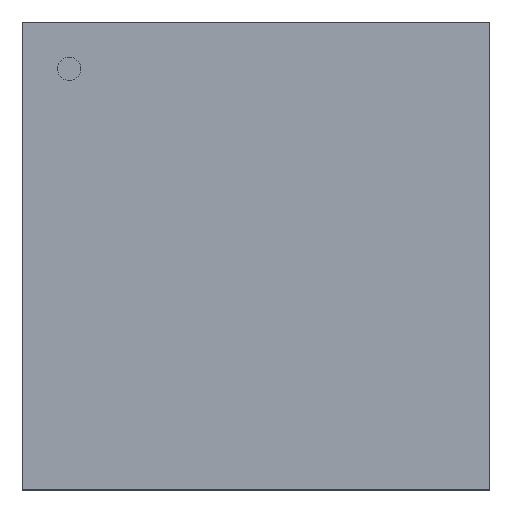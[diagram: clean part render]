
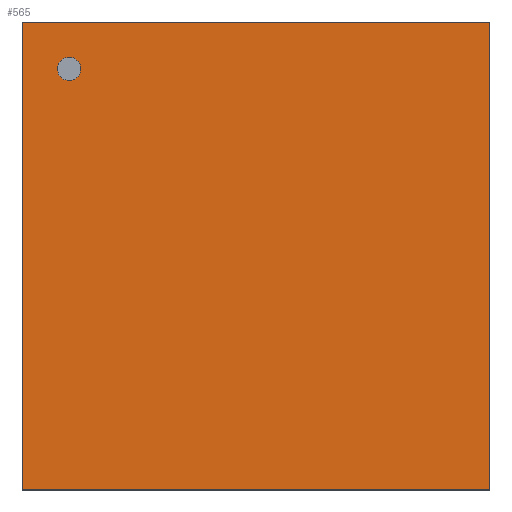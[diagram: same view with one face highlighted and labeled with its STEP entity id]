
A CAD part, top view. The second image highlights one B-rep face of the part: STEP entity #565.
In plain terms, the highlighted planar face has unit normal (0, 0, 1).
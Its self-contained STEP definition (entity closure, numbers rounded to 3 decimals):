
#341=CARTESIAN_POINT('',(0.483,-0.483,0.64));
#340=VERTEX_POINT('',#341);
#351=CARTESIAN_POINT('',(-0.483,-0.483,0.64));
#350=VERTEX_POINT('',#351);
#349=EDGE_CURVE('',#350,#340,#354,.T.);
#354=LINE('',#351,#356);
#356=VECTOR('',#357,0.965);
#357=DIRECTION('',(1.0,0.0,0.0));
#390=CARTESIAN_POINT('',(0.483,0.483,0.64));
#389=VERTEX_POINT('',#390);
#398=EDGE_CURVE('',#340,#389,#403,.T.);
#403=LINE('',#341,#405);
#405=VECTOR('',#406,0.965);
#406=DIRECTION('',(0.0,1.0,0.0));
#439=CARTESIAN_POINT('',(-0.483,0.483,0.64));
#438=VERTEX_POINT('',#439);
#447=EDGE_CURVE('',#389,#438,#452,.T.);
#452=LINE('',#390,#454);
#454=VECTOR('',#455,0.965);
#455=DIRECTION('',(-1.0,0.0,0.0));
#496=EDGE_CURVE('',#438,#350,#501,.T.);
#501=LINE('',#439,#503);
#503=VECTOR('',#504,0.965);
#504=DIRECTION('',(0.0,-1.0,0.0));
#565=ADVANCED_FACE('',(#571),#566,.T.);
#566=PLANE('',#567);
#567=AXIS2_PLACEMENT_3D('',#568,#569,#570);
#568=CARTESIAN_POINT('',(-0.483,-0.483,0.64));
#569=DIRECTION('',(0.0,0.0,1.0));
#570=DIRECTION('',(0.,1.,0.));
#571=FACE_OUTER_BOUND('',#572,.T.);
#572=EDGE_LOOP('',(#573,#583,#593,#603));
#573=ORIENTED_EDGE('',*,*,#349,.T.);
#583=ORIENTED_EDGE('',*,*,#398,.T.);
#593=ORIENTED_EDGE('',*,*,#447,.T.);
#603=ORIENTED_EDGE('',*,*,#496,.T.);
